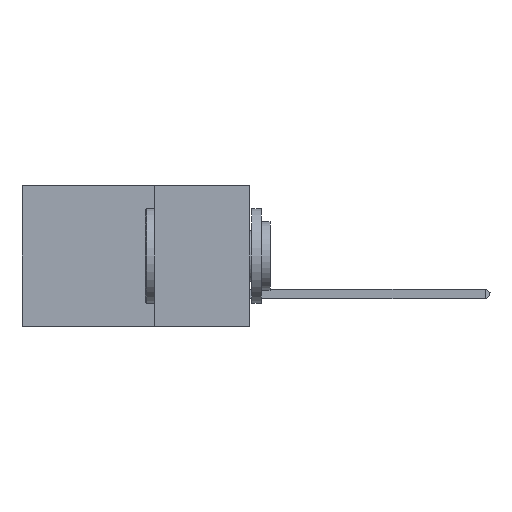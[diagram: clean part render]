
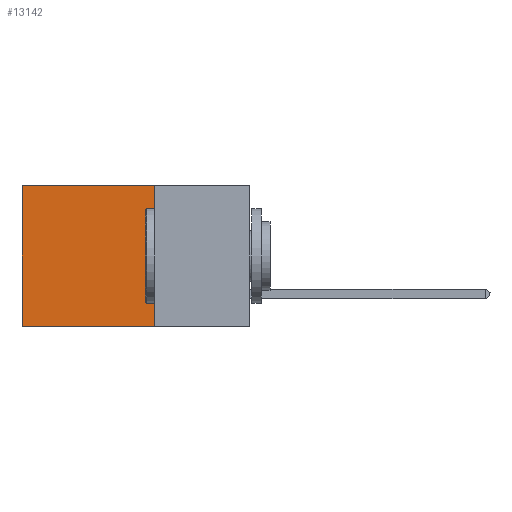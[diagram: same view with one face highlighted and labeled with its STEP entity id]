
A CAD part, left-side view. The second image highlights one B-rep face of the part: STEP entity #13142.
In plain terms, the highlighted planar face has unit normal (-1, 0, 0).
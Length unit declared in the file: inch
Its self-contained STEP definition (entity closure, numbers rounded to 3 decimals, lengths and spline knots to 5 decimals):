
#1219 = VECTOR ( 'NONE', #3633, 39.37008 ) ;
#1990 = VECTOR ( 'NONE', #20778, 39.37008 ) ;
#3633 = DIRECTION ( 'NONE',  ( 0., 0., -1. ) ) ;
#3744 = CARTESIAN_POINT ( 'NONE',  ( 0.2875, 0.25, 0. ) ) ;
#4539 = EDGE_CURVE ( 'NONE', #11999, #34409, #31106, .T. ) ;
#4746 = LINE ( 'NONE', #12107, #1219 ) ;
#6181 = ORIENTED_EDGE ( 'NONE', *, *, #12981, .F. ) ;
#6898 = VERTEX_POINT ( 'NONE', #3744 ) ;
#7554 = CARTESIAN_POINT ( 'NONE',  ( 0.2875, 0.6, -0.37 ) ) ;
#8592 = ORIENTED_EDGE ( 'NONE', *, *, #4539, .T. ) ;
#9610 = EDGE_LOOP ( 'NONE', ( #8592, #6181, #35916, #22638 ) ) ;
#10596 = VECTOR ( 'NONE', #34560, 39.37008 ) ;
#11650 = LINE ( 'NONE', #40991, #10596 ) ;
#11999 = VERTEX_POINT ( 'NONE', #35880 ) ;
#12107 = CARTESIAN_POINT ( 'NONE',  ( 0.2875, 0.25, 0. ) ) ;
#12981 = EDGE_CURVE ( 'NONE', #27834, #34409, #24592, .T. ) ;
#13142 = ADVANCED_FACE ( 'NONE', ( #38622 ), #15139, .F. ) ;
#13511 = AXIS2_PLACEMENT_3D ( 'NONE', #15575, #18792, #16115 ) ;
#15139 = PLANE ( 'NONE',  #13511 ) ;
#15575 = CARTESIAN_POINT ( 'NONE',  ( 0.2875, 0.25, 0. ) ) ;
#15621 = CARTESIAN_POINT ( 'NONE',  ( 0.2875, 0.25, -0.37 ) ) ;
#16115 = DIRECTION ( 'NONE',  ( 0., 0., -1. ) ) ;
#18792 = DIRECTION ( 'NONE',  ( 1., 0., 0. ) ) ;
#20109 = EDGE_CURVE ( 'NONE', #6898, #11999, #11650, .T. ) ;
#20778 = DIRECTION ( 'NONE',  ( 0., 0., -1. ) ) ;
#22638 = ORIENTED_EDGE ( 'NONE', *, *, #20109, .T. ) ;
#23292 = CARTESIAN_POINT ( 'NONE',  ( 0.2875, 0.25, -0.37 ) ) ;
#24592 = LINE ( 'NONE', #15621, #31666 ) ;
#27834 = VERTEX_POINT ( 'NONE', #23292 ) ;
#31106 = LINE ( 'NONE', #39545, #1990 ) ;
#31666 = VECTOR ( 'NONE', #41294, 39.37008 ) ;
#32961 = EDGE_CURVE ( 'NONE', #6898, #27834, #4746, .T. ) ;
#34409 = VERTEX_POINT ( 'NONE', #7554 ) ;
#34560 = DIRECTION ( 'NONE',  ( 0., 1., 0. ) ) ;
#35880 = CARTESIAN_POINT ( 'NONE',  ( 0.2875, 0.6, 0. ) ) ;
#35916 = ORIENTED_EDGE ( 'NONE', *, *, #32961, .F. ) ;
#38622 = FACE_OUTER_BOUND ( 'NONE', #9610, .T. ) ;
#39545 = CARTESIAN_POINT ( 'NONE',  ( 0.2875, 0.6, 0. ) ) ;
#40991 = CARTESIAN_POINT ( 'NONE',  ( 0.2875, 0.25, 0. ) ) ;
#41294 = DIRECTION ( 'NONE',  ( 0., 1., 0. ) ) ;
